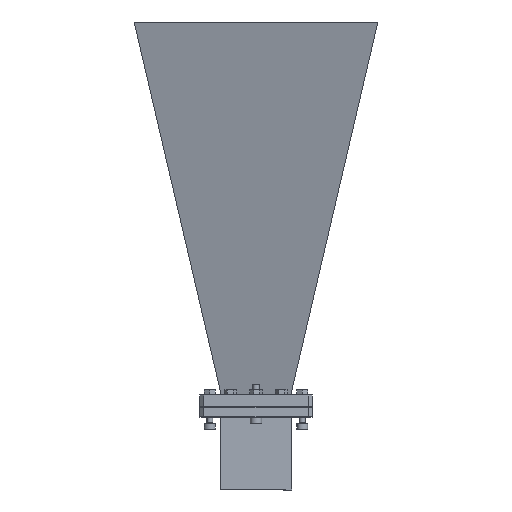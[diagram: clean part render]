
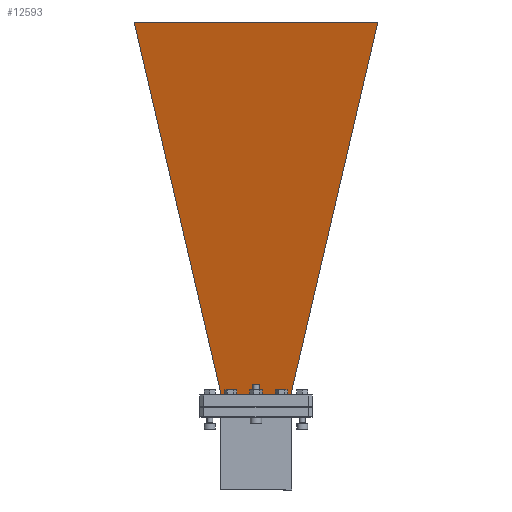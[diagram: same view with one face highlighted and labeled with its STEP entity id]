
A CAD part, front view. The second image highlights one B-rep face of the part: STEP entity #12593.
In plain terms, the highlighted planar face has unit normal (0, -0.973, -0.229).
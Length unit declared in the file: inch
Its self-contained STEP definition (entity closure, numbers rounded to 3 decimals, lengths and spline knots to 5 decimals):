
#344 = VECTOR ( 'NONE', #5931, 39.37008 ) ;
#1366 = EDGE_CURVE ( 'NONE', #8339, #12798, #3299, .T. ) ;
#1611 = DIRECTION ( 'NONE',  ( 0.221, 0.223, -0.949 ) ) ;
#2304 = CARTESIAN_POINT ( 'NONE',  ( 0.66853, -0.3098, 0.23622 ) ) ;
#2861 = CARTESIAN_POINT ( 'NONE',  ( 1.41795, -1.06565, 3.44805 ) ) ;
#3299 = LINE ( 'NONE', #2861, #3383 ) ;
#3383 = VECTOR ( 'NONE', #11076, 39.37008 ) ;
#3939 = CARTESIAN_POINT ( 'NONE',  ( 0., -0.3098, 0.23622 ) ) ;
#5028 = EDGE_CURVE ( 'NONE', #6294, #8339, #5337, .T. ) ;
#5337 = LINE ( 'NONE', #5654, #344 ) ;
#5654 = CARTESIAN_POINT ( 'NONE',  ( 0., -1.99142, 7.38189 ) ) ;
#5931 = DIRECTION ( 'NONE',  ( 1., 0., 0. ) ) ;
#6294 = VERTEX_POINT ( 'NONE', #11964 ) ;
#6554 = ORIENTED_EDGE ( 'NONE', *, *, #1366, .F. ) ;
#6807 = ORIENTED_EDGE ( 'NONE', *, *, #13550, .T. ) ;
#7982 = ORIENTED_EDGE ( 'NONE', *, *, #5028, .F. ) ;
#8206 = LINE ( 'NONE', #14529, #13306 ) ;
#8339 = VERTEX_POINT ( 'NONE', #15007 ) ;
#8874 = CARTESIAN_POINT ( 'NONE',  ( 0., -1.12161, 3.68584 ) ) ;
#9679 = LINE ( 'NONE', #3939, #9857 ) ;
#9857 = VECTOR ( 'NONE', #12208, 39.37008 ) ;
#10075 = DIRECTION ( 'NONE',  ( 0., 0.973, 0.229 ) ) ;
#10445 = PLANE ( 'NONE',  #11059 ) ;
#11059 = AXIS2_PLACEMENT_3D ( 'NONE', #8874, #10075, #13503 ) ;
#11076 = DIRECTION ( 'NONE',  ( -0.221, 0.223, -0.949 ) ) ;
#11498 = EDGE_CURVE ( 'NONE', #12798, #12959, #9679, .T. ) ;
#11516 = FACE_OUTER_BOUND ( 'NONE', #13994, .T. ) ;
#11964 = CARTESIAN_POINT ( 'NONE',  ( -2.33585, -1.99142, 7.38189 ) ) ;
#12208 = DIRECTION ( 'NONE',  ( -1., 0., 0. ) ) ;
#12581 = ORIENTED_EDGE ( 'NONE', *, *, #11498, .F. ) ;
#12593 = ADVANCED_FACE ( 'NONE', ( #11516 ), #10445, .F. ) ;
#12798 = VERTEX_POINT ( 'NONE', #2304 ) ;
#12959 = VERTEX_POINT ( 'NONE', #14283 ) ;
#13306 = VECTOR ( 'NONE', #1611, 39.37008 ) ;
#13503 = DIRECTION ( 'NONE',  ( 1., 0., 0. ) ) ;
#13550 = EDGE_CURVE ( 'NONE', #6294, #12959, #8206, .T. ) ;
#13994 = EDGE_LOOP ( 'NONE', ( #12581, #6554, #7982, #6807 ) ) ;
#14283 = CARTESIAN_POINT ( 'NONE',  ( -0.66853, -0.3098, 0.23622 ) ) ;
#14529 = CARTESIAN_POINT ( 'NONE',  ( -1.40116, -1.04871, 3.37606 ) ) ;
#15007 = CARTESIAN_POINT ( 'NONE',  ( 2.33585, -1.99142, 7.38189 ) ) ;
